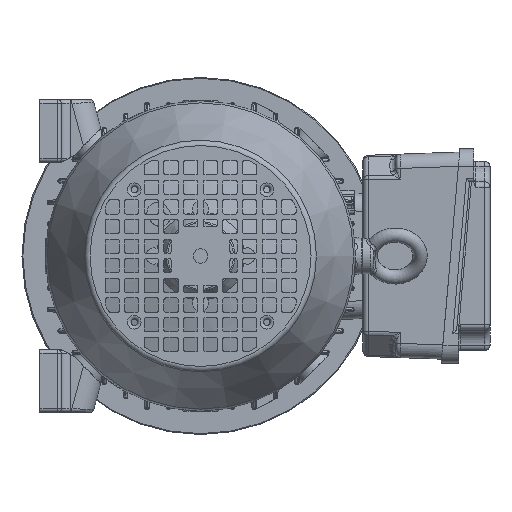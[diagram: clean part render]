
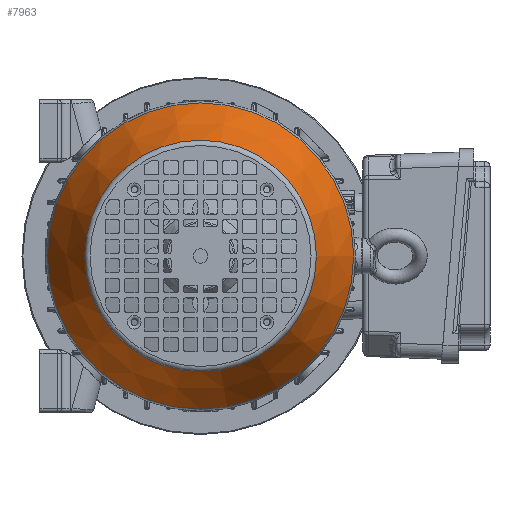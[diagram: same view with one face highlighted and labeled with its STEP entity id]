
A CAD part, left-side view. The second image highlights one B-rep face of the part: STEP entity #7963.
In plain terms, the highlighted conical face has half-angle 25 degrees and reference radius 64.883 mm.
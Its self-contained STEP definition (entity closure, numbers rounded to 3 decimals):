
#7963 = ADVANCED_FACE( '', ( #17100, #17101 ), #17102, .T. );
#17100 = FACE_OUTER_BOUND( '', #105489, .T. );
#17101 = FACE_BOUND( '', #105490, .T. );
#17102 = CONICAL_SURFACE( '', #105491, 64.884, 0.436 );
#105489 = EDGE_LOOP( '', ( #150643 ) );
#105490 = EDGE_LOOP( '', ( #150644 ) );
#105491 = AXIS2_PLACEMENT_3D( '', #150645, #150646, #150647 );
#150643 = ORIENTED_EDGE( '', *, *, #159974, .T. );
#150644 = ORIENTED_EDGE( '', *, *, #163971, .T. );
#150645 = CARTESIAN_POINT( '', ( -148.172, 0., 0. ) );
#150646 = DIRECTION( '', ( 1., 0., 0. ) );
#150647 = DIRECTION( '', ( 0., -1., 0. ) );
#159974 = EDGE_CURVE( '', #173159, #173159, #173160, .T. );
#163971 = EDGE_CURVE( '', #179054, #179054, #179055, .T. );
#173159 = VERTEX_POINT( '', #209367 );
#173160 = CIRCLE( '', #209368, 85.769 );
#179054 = VERTEX_POINT( '', #237894 );
#179055 = CIRCLE( '', #237895, 64.884 );
#209367 = CARTESIAN_POINT( '', ( -103.382, -85.769, 0. ) );
#209368 = AXIS2_PLACEMENT_3D( '', #262035, #262036, #262037 );
#237894 = CARTESIAN_POINT( '', ( -148.172, -64.884, 0. ) );
#237895 = AXIS2_PLACEMENT_3D( '', #266641, #266642, #266643 );
#262035 = CARTESIAN_POINT( '', ( -103.382, 0., 0. ) );
#262036 = DIRECTION( '', ( -1., 0., 0. ) );
#262037 = DIRECTION( '', ( 0., -1., 0. ) );
#266641 = CARTESIAN_POINT( '', ( -148.172, 0., 0. ) );
#266642 = DIRECTION( '', ( 1., 0., 0. ) );
#266643 = DIRECTION( '', ( 0., -1., 0. ) );
